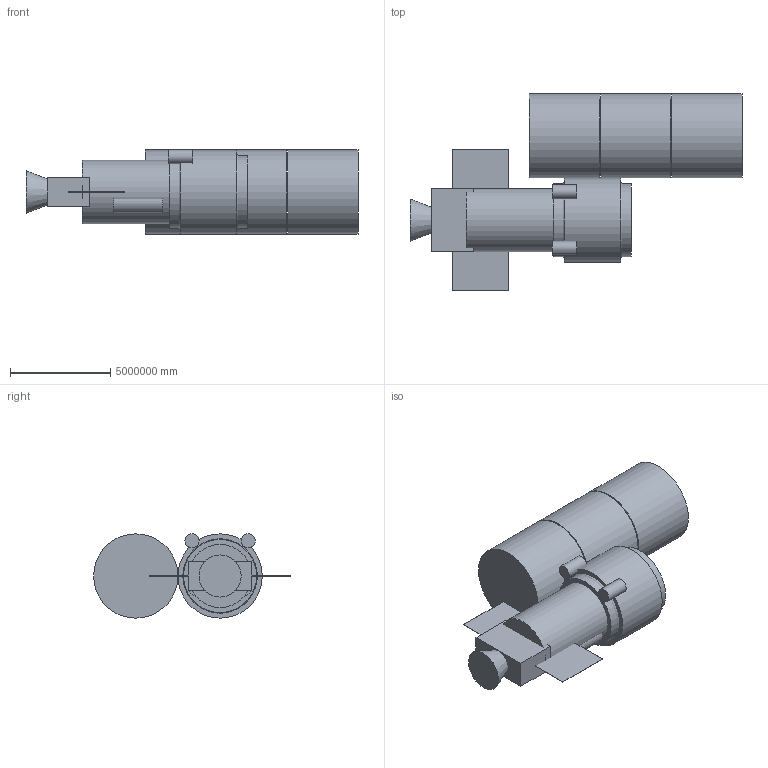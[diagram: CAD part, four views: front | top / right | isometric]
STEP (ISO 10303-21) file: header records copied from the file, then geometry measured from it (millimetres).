
FILE_DESCRIPTION(('FreeCAD Model'),'2;1');
FILE_NAME('Open CASCADE Shape Model','2025-09-13T04:32:57',('Author'),( ''),'Open CASCADE STEP processor 7.8','FreeCAD','Unknown');
FILE_SCHEMA(('AUTOMOTIVE_DESIGN { 1 0 10303 214 1 1 1 1 }'));
Length unit declared in the file: metre
Products named in the file (20): Rear; Floating_Rings; Cockpit; Reactor_Core; Hull_Shell_fallback; Shield_Moderator; Aerospike_Nozzle; Tank_R; Floating_Coils; Mid; Nose; Payload_0; Payload_2; Payload_1; DFD_Destiny_ISSAssembly; Rad1; Tank_L; Rad2; Gond_R; Gond_L
Bounding box: 16550000 x 9800000 x 4200000 mm (x, y, z)
Volume: 666749765904621633536 mm3
Topology: 41 solids, 41 shells, 119 faces, 170 edges, 112 vertices
Faces by surface type: plane 81, cylinder 24, torus 10, cone 4
Full cylindrical faces by diameter (mm): 700000 x4, 1050000 x4, 2800000 x1, 2940000 x1, 3150000 x2, 3640000 x1, 4200000 x11
Entity records: 5356 total; most frequent: DIRECTION 824, CARTESIAN_POINT 736, LINE 364, VECTOR 364, ORIENTED_EDGE 336, PCURVE 336, DEFINITIONAL_REPRESENTATION 336, AXIS2_PLACEMENT_3D 200
